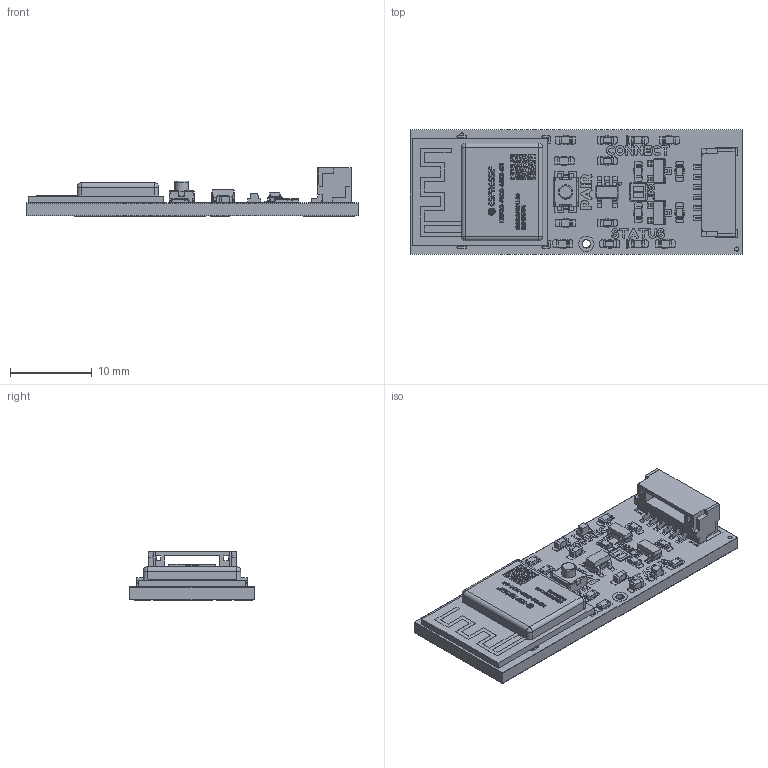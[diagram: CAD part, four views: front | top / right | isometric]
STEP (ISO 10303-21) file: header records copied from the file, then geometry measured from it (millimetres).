
FILE_DESCRIPTION(('KiCad electronic assembly'),'2;1');
FILE_NAME('SparkFun_BlueSMiRF-v2-JST.step','2026-03-24T10:42:27',( 'Pcbnew'),('Kicad'),'Open CASCADE STEP processor 7.9', 'KiCad to STEP converter','Unknown');
FILE_SCHEMA(('AUTOMOTIVE_DESIGN { 1 0 10303 214 1 1 1 1 }'));
Length unit declared in the file: millimetre
Products named in the file (43): SparkFun_BlueSMiRF-v2-JST 1; LED_0603_1608Metric_Green; SOT-23; R_0603_1608Metric; SOT-23-5; C_0603_1608Metric; ESP32-PICO-MINI-02; ESP32PICOMINI02_PCB_001; 零部件4; 零部件5; 零部件7; 零部件9; 零部件11; JST_SMD_1.25mm-6_Locking; Push_SMD_4.6x2.8mm_h2.5mm; tactile_switch_3.5x2.9_4F; LED_0603_1608Metric_Red; SparkFun_BlueSMiRF-v2-JST_pad; SparkFun_BlueSMiRF-v2-JST_silkscreen; SparkFun_BlueSMiRF-v2-JST_soldermask; SparkFun_BlueSMiRF-v2-JST_PCB
Assembly tree (55 placements, depth 3):
  SparkFun_BlueSMiRF-v2-JST 1
    LED_0603_1608Metric_Green
    SOT-23  x2
    R_0603_1608Metric  x10
    SOT-23-5
    C_0603_1608Metric  x4
    ESP32-PICO-MINI-02
      ESP32PICOMINI02_PCB_001
      零部件4
      零部件5
      零部件7
      零部件9
      零部件11
    JST_SMD_1.25mm-6_Locking
    Push_SMD_4.6x2.8mm_h2.5mm
      tactile_switch_3.5x2.9_4F
      tactile_switch_3.5x2.9_4F
      tactile_switch_3.5x2.9_4F
      tactile_switch_3.5x2.9_4F
      tactile_switch_3.5x2.9_4F
      tactile_switch_3.5x2.9_4F
      tactile_switch_3.5x2.9_4F
      tactile_switch_3.5x2.9_4F
      tactile_switch_3.5x2.9_4F
      tactile_switch_3.5x2.9_4F
      tactile_switch_3.5x2.9_4F
      tactile_switch_3.5x2.9_4F
      tactile_switch_3.5x2.9_4F
      tactile_switch_3.5x2.9_4F
      tactile_switch_3.5x2.9_4F
      tactile_switch_3.5x2.9_4F
      tactile_switch_3.5x2.9_4F
      tactile_switch_3.5x2.9_4F
      tactile_switch_3.5x2.9_4F
      tactile_switch_3.5x2.9_4F
      tactile_switch_3.5x2.9_4F
      tactile_switch_3.5x2.9_4F
      tactile_switch_3.5x2.9_4F
    LED_0603_1608Metric_Red
    SparkFun_BlueSMiRF-v2-JST_pad
    SparkFun_BlueSMiRF-v2-JST_silkscreen
    SparkFun_BlueSMiRF-v2-JST_soldermask
    SparkFun_BlueSMiRF-v2-JST_PCB
Bounding box: 40.65 x 15.24 x 5.92 mm (x, y, z)
Volume: 1299.4 mm3; surface area: 4483.5 mm2
Topology: 250 solids, 358 shells, 4232 faces, 13563 edges, 10027 vertices
Faces by surface type: plane 2813, bspline 989, cylinder 421, sphere 8, torus 1
Full cylindrical faces by diameter (mm): 0.5 x4, 0.75 x6, 0.8 x1, 0.966 x3, 1.016 x2, 1.7 x1, 1.75 x1, 1.88 x2, 2.2 x1
Entity records: 149311 total; most frequent: CARTESIAN_POINT 38234, ORIENTED_EDGE 21928, DIRECTION 17526, EDGE_CURVE 12539, LINE 9686, VECTOR 9686, VERTEX_POINT 9351, FACE_BOUND 4236
